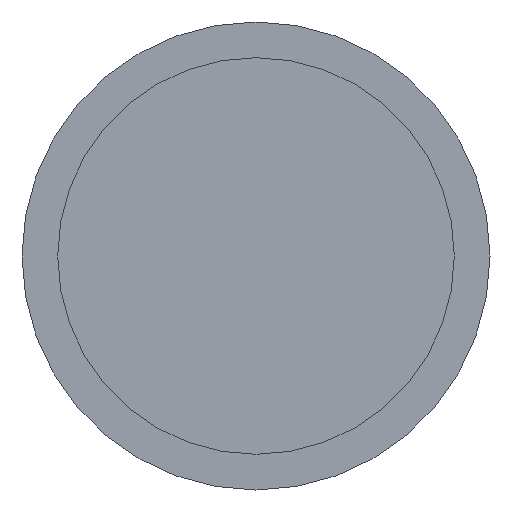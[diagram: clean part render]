
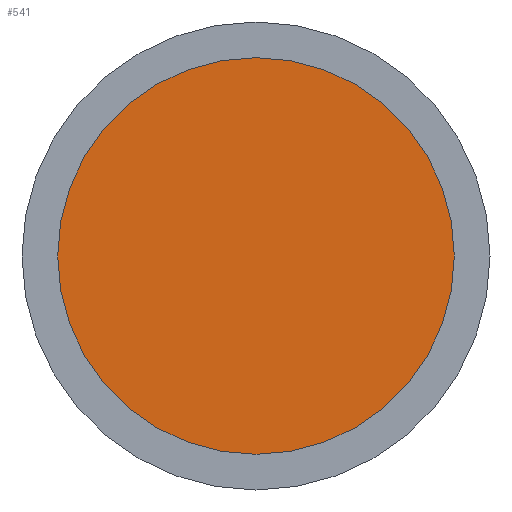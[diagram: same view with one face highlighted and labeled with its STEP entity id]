
A CAD part, front view. The second image highlights one B-rep face of the part: STEP entity #541.
In plain terms, the highlighted planar face has unit normal (0, -1, 0).
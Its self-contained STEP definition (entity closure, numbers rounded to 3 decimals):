
#97 = CIRCLE ( 'NONE', #2512, 25. ) ;
#541 = ADVANCED_FACE ( 'NONE', ( #1678 ), #1446, .T. ) ;
#719 = VERTEX_POINT ( 'NONE', #833 ) ;
#753 = CARTESIAN_POINT ( 'NONE',  ( -25.464, 0., -25. ) ) ;
#769 = CARTESIAN_POINT ( 'NONE',  ( 0., 0., 0. ) ) ;
#797 = ORIENTED_EDGE ( 'NONE', *, *, #1093, .T. ) ;
#833 = CARTESIAN_POINT ( 'NONE',  ( 0., 0., -25. ) ) ;
#984 = CARTESIAN_POINT ( 'NONE',  ( 0., 0., 25. ) ) ;
#1002 = DIRECTION ( 'NONE',  ( 0., -1., 0. ) ) ;
#1012 = EDGE_LOOP ( 'NONE', ( #797, #1267 ) ) ;
#1057 = AXIS2_PLACEMENT_3D ( 'NONE', #753, #1002, #2740 ) ;
#1093 = EDGE_CURVE ( 'NONE', #2297, #719, #2734, .T. ) ;
#1267 = ORIENTED_EDGE ( 'NONE', *, *, #1444, .T. ) ;
#1283 = AXIS2_PLACEMENT_3D ( 'NONE', #1688, #2558, #1906 ) ;
#1444 = EDGE_CURVE ( 'NONE', #719, #2297, #97, .T. ) ;
#1446 = PLANE ( 'NONE',  #1057 ) ;
#1638 = DIRECTION ( 'NONE',  ( 0., 0., 1. ) ) ;
#1678 = FACE_OUTER_BOUND ( 'NONE', #1012, .T. ) ;
#1688 = CARTESIAN_POINT ( 'NONE',  ( 0., 0., 0. ) ) ;
#1906 = DIRECTION ( 'NONE',  ( 0., 0., 1. ) ) ;
#2297 = VERTEX_POINT ( 'NONE', #984 ) ;
#2512 = AXIS2_PLACEMENT_3D ( 'NONE', #769, #2730, #1638 ) ;
#2558 = DIRECTION ( 'NONE',  ( 0., -1., 0. ) ) ;
#2730 = DIRECTION ( 'NONE',  ( 0., -1., 0. ) ) ;
#2734 = CIRCLE ( 'NONE', #1283, 25. ) ;
#2740 = DIRECTION ( 'NONE',  ( 1., 0., 0. ) ) ;
